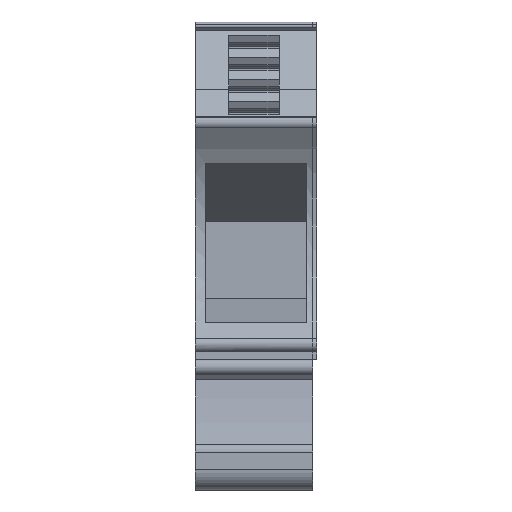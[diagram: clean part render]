
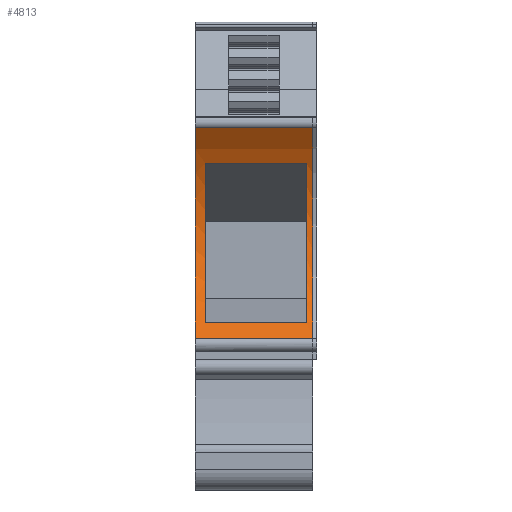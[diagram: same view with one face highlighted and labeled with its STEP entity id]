
A CAD part, front view. The second image highlights one B-rep face of the part: STEP entity #4813.
In plain terms, the highlighted cylindrical face has radius 15.05 mm (diameter 30.1 mm), a partial arc.
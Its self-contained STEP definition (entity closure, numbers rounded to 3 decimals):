
#747=AXIS2_PLACEMENT_3D('Circle Axis2P3D',#745,#746,$) ;
#1752=AXIS2_PLACEMENT_3D('Circle Axis2P3D',#1750,#1751,$) ;
#4766=AXIS2_PLACEMENT_3D('Cylinder Axis2P3D',#4763,#4764,#4765) ;
#4790=AXIS2_PLACEMENT_3D('Circle Axis2P3D',#4788,#4789,$) ;
#4804=AXIS2_PLACEMENT_3D('Circle Axis2P3D',#4802,#4803,$) ;
#725=CARTESIAN_POINT('Vertex',(11.6,6.166,35.829)) ;
#745=CARTESIAN_POINT('Axis2P3D Location',(11.6,-5.55,26.382)) ;
#749=CARTESIAN_POINT('Vertex',(11.6,4.261,14.969)) ;
#1747=CARTESIAN_POINT('Vertex',(0.,4.261,14.969)) ;
#1750=CARTESIAN_POINT('Axis2P3D Location',(0.,-5.55,26.382)) ;
#1754=CARTESIAN_POINT('Vertex',(0.,6.166,35.829)) ;
#4751=CARTESIAN_POINT('Line Origine',(11.6,4.261,14.969)) ;
#4763=CARTESIAN_POINT('Axis2P3D Location',(11.6,-5.55,26.382)) ;
#4768=CARTESIAN_POINT('Line Origine',(11.6,6.166,35.829)) ;
#4779=CARTESIAN_POINT('Line Origine',(11.6,8.309,32.249)) ;
#4783=CARTESIAN_POINT('Vertex',(11.,8.309,32.249)) ;
#4785=CARTESIAN_POINT('Vertex',(1.,8.309,32.249)) ;
#4788=CARTESIAN_POINT('Axis2P3D Location',(11.,-5.55,26.382)) ;
#4792=CARTESIAN_POINT('Vertex',(11.,5.813,16.513)) ;
#4795=CARTESIAN_POINT('Line Origine',(11.6,5.813,16.513)) ;
#4799=CARTESIAN_POINT('Vertex',(1.,5.813,16.513)) ;
#4802=CARTESIAN_POINT('Axis2P3D Location',(1.,-5.55,26.382)) ;
#746=DIRECTION('Axis2P3D Direction',(1.,-0.,0.)) ;
#1751=DIRECTION('Axis2P3D Direction',(1.,-0.,0.)) ;
#4752=DIRECTION('Vector Direction',(1.,0.,0.)) ;
#4764=DIRECTION('Axis2P3D Direction',(1.,0.,0.)) ;
#4765=DIRECTION('Axis2P3D XDirection',(0.,0.,-1.)) ;
#4769=DIRECTION('Vector Direction',(1.,0.,0.)) ;
#4780=DIRECTION('Vector Direction',(1.,0.,0.)) ;
#4789=DIRECTION('Axis2P3D Direction',(1.,0.,0.)) ;
#4796=DIRECTION('Vector Direction',(1.,0.,0.)) ;
#4803=DIRECTION('Axis2P3D Direction',(1.,0.,0.)) ;
#4753=VECTOR('Line Direction',#4752,1.) ;
#4770=VECTOR('Line Direction',#4769,1.) ;
#4781=VECTOR('Line Direction',#4780,1.) ;
#4797=VECTOR('Line Direction',#4796,1.) ;
#4774=ORIENTED_EDGE('',*,*,#1756,.F.) ;
#4775=ORIENTED_EDGE('',*,*,#4755,.F.) ;
#4776=ORIENTED_EDGE('',*,*,#751,.T.) ;
#4777=ORIENTED_EDGE('',*,*,#4772,.T.) ;
#4808=ORIENTED_EDGE('',*,*,#4787,.F.) ;
#4809=ORIENTED_EDGE('',*,*,#4794,.F.) ;
#4810=ORIENTED_EDGE('',*,*,#4801,.F.) ;
#4811=ORIENTED_EDGE('',*,*,#4806,.T.) ;
#4812=FACE_BOUND('',#4807,.T.) ;
#4813=ADVANCED_FACE('WDU 16N',(#4778,#4812),#4767,.F.) ;
#748=CIRCLE('generated circle',#747,15.05) ;
#1753=CIRCLE('generated circle',#1752,15.05) ;
#4791=CIRCLE('generated circle',#4790,15.05) ;
#4805=CIRCLE('generated circle',#4804,15.05) ;
#4767=CYLINDRICAL_SURFACE('generated cylinder',#4766,15.05) ;
#751=EDGE_CURVE('',#750,#726,#748,.T.) ;
#1756=EDGE_CURVE('',#1748,#1755,#1753,.T.) ;
#4755=EDGE_CURVE('',#750,#1748,#4754,.F.) ;
#4772=EDGE_CURVE('',#726,#1755,#4771,.F.) ;
#4787=EDGE_CURVE('',#4784,#4786,#4782,.F.) ;
#4794=EDGE_CURVE('',#4793,#4784,#4791,.T.) ;
#4801=EDGE_CURVE('',#4800,#4793,#4798,.T.) ;
#4806=EDGE_CURVE('',#4800,#4786,#4805,.T.) ;
#4773=EDGE_LOOP('',(#4774,#4775,#4776,#4777)) ;
#4807=EDGE_LOOP('',(#4808,#4809,#4810,#4811)) ;
#4778=FACE_OUTER_BOUND('',#4773,.T.) ;
#4754=LINE('Line',#4751,#4753) ;
#4771=LINE('Line',#4768,#4770) ;
#4782=LINE('Line',#4779,#4781) ;
#4798=LINE('Line',#4795,#4797) ;
#726=VERTEX_POINT('',#725) ;
#750=VERTEX_POINT('',#749) ;
#1748=VERTEX_POINT('',#1747) ;
#1755=VERTEX_POINT('',#1754) ;
#4784=VERTEX_POINT('',#4783) ;
#4786=VERTEX_POINT('',#4785) ;
#4793=VERTEX_POINT('',#4792) ;
#4800=VERTEX_POINT('',#4799) ;
